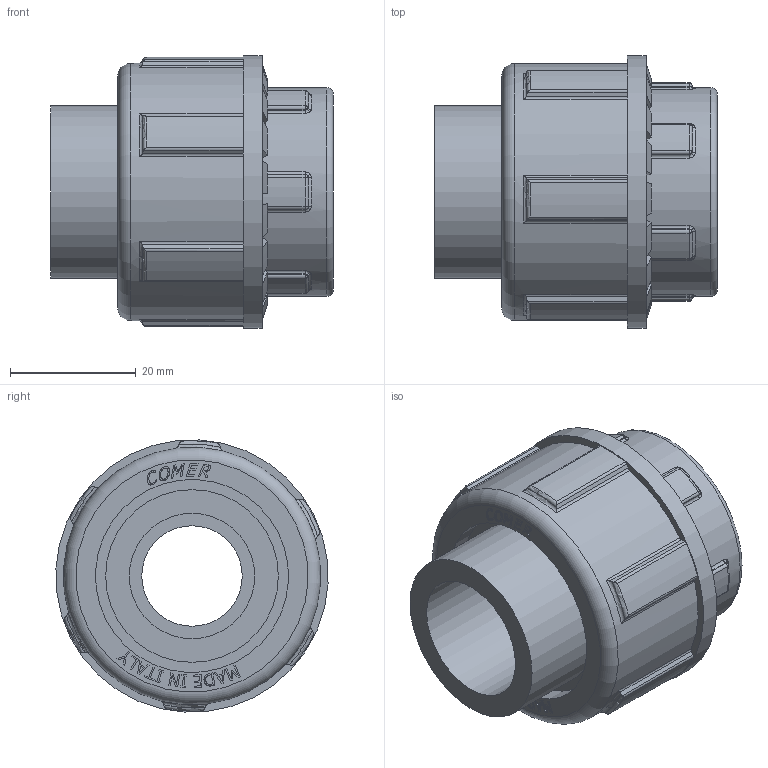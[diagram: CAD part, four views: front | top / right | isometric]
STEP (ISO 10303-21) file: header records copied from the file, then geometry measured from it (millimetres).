
FILE_DESCRIPTION(/* description */ (''),/* implementation_level */ '2;1');
FILE_NAME(/* name */ 'UN800200.stp',/* time_stamp */ '2016-11-11T16:08:38+01:00',/* author */ ('Gabriele'),/* organization */ (''),/* preprocessor_version */ 'ST-DEVELOPER v16.5',/* originating_system */ 'Autodesk Inventor 2017',/* authorisation */ '');
FILE_SCHEMA (('AUTOMOTIVE_DESIGN { 1 0 10303 214 3 1 1 }'));
Length unit declared in the file: millimetre
Products named in the file (5): UN800200; UB800200; NU800200; UE800200; LAV04075E
Assembly tree (4 placements, depth 2):
  UN800200
    UB800200
    NU800200
    UE800200
    LAV04075E
Bounding box: 45 x 43.33 x 43.33 mm (x, y, z)
Volume: 34028.9 mm3; surface area: 17679.3 mm2
Topology: 4 solids, 4 shells, 542 faces, 1348 edges, 844 vertices
Faces by surface type: plane 249, cylinder 98, bspline 93, torus 40, cone 38, sphere 24
Full cylindrical faces by diameter (mm): 16 x2, 20 x2, 20.457 x1, 21.602 x1, 27.5 x1, 27.648 x1, 30.75 x1, 31.5 x1, 33.25 x2, 41 x1, 43.409 x1
Entity records: 17203 total; most frequent: CARTESIAN_POINT 4716, ORIENTED_EDGE 2648, DIRECTION 2397, EDGE_CURVE 1324, VERTEX_POINT 840, AXIS2_PLACEMENT_3D 825, LINE 747, VECTOR 747
